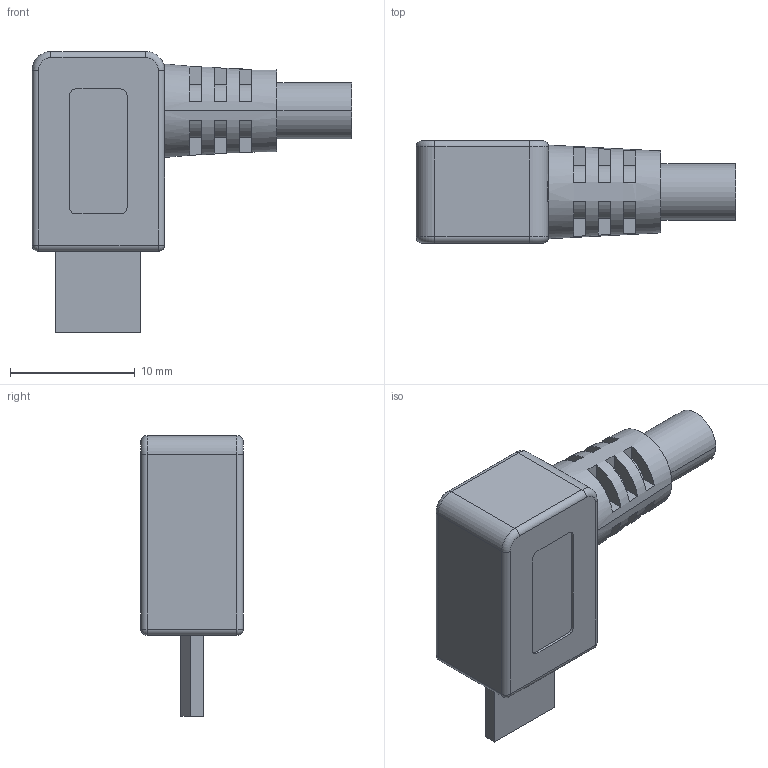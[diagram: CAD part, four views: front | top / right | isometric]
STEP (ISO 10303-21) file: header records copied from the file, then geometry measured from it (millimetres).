
FILE_DESCRIPTION (( 'STEP AP214' ), '1' );
FILE_NAME ('micro_usb_plug rt angle.STEP', '2015-03-25T16:29:03', ( '' ), ( '' ), 'SwSTEP 2.0', 'SolidWorks 2014', '' );
FILE_SCHEMA (( 'AUTOMOTIVE_DESIGN' ));
Length unit declared in the file: millimetre
Products named in the file (1): micro_usb_plug rt angle
Bounding box: 25.6 x 8.2 x 22.5 mm (x, y, z)
Volume: 1816.3 mm3; surface area: 1282.3 mm2
Topology: 1 solids, 1 shells, 128 faces, 304 edges, 191 vertices
Faces by surface type: plane 80, cylinder 38, torus 4, sphere 4, cone 2
Entity records: 5216 total; most frequent: CARTESIAN_POINT 796, DIRECTION 636, ORIENTED_EDGE 600, EDGE_CURVE 300, AXIS2_PLACEMENT_3D 235, VERTEX_POINT 191, LINE 166, VECTOR 166
